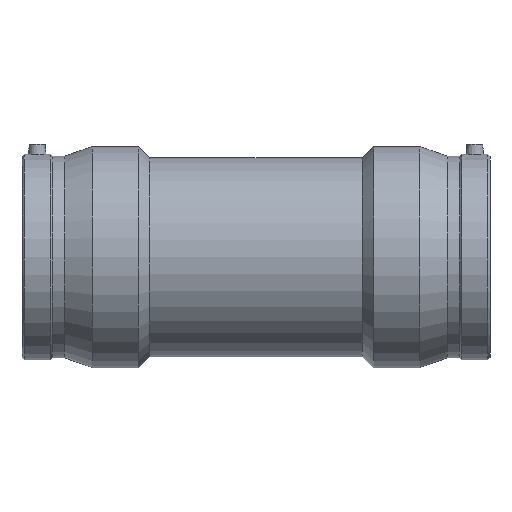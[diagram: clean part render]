
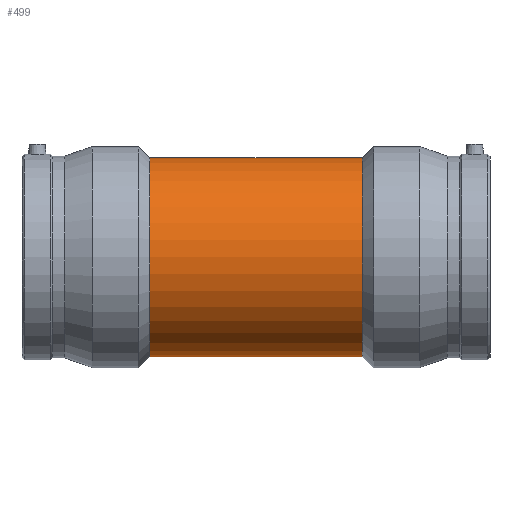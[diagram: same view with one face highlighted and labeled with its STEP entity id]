
A CAD part, top view. The second image highlights one B-rep face of the part: STEP entity #499.
In plain terms, the highlighted cylindrical face has radius 93.6 mm (diameter 187.2 mm), a full revolution.
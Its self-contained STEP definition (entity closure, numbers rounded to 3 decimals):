
#30=B_SPLINE_CURVE_WITH_KNOTS('',3,(#865,#866,#867,#868,#869,#870,#871,
#872,#873,#874,#875,#876,#877,#878,#879,#880,#881,#882,#883,#884,#885,#886,
#887,#888,#889,#890,#891,#892,#893,#894,#895,#896,#897,#898,#899,#900,#901,
#902,#903,#904,#905,#906,#907,#908,#909,#910,#911,#912,#913,#914,#915,#916,
#917,#918,#919,#920,#921,#922,#923,#924,#925,#926,#927,#928,#929,#930),
 .UNSPECIFIED.,.T.,.F.,(4,2,2,2,2,2,2,2,2,2,2,2,2,2,2,2,2,2,2,2,2,2,2,2,
2,2,2,2,2,2,2,2,4),(0.,0.91,1.82,2.729,
3.639,4.547,5.454,6.361,7.268,
8.175,9.083,9.99,10.897,11.807,
12.717,13.627,14.536,15.446,16.356,
17.266,18.176,19.083,19.99,20.897,
21.805,22.712,23.619,24.526,25.434,
26.343,27.253,28.163,29.073),
 .UNSPECIFIED.);
#69=FACE_BOUND('',#187,.T.);
#70=FACE_BOUND('',#188,.T.);
#117=FACE_OUTER_BOUND('',#186,.T.);
#186=EDGE_LOOP('',(#412));
#187=EDGE_LOOP('',(#413));
#188=EDGE_LOOP('',(#414));
#251=CIRCLE('',#568,93.6);
#252=CIRCLE('',#570,93.6);
#276=VERTEX_POINT('',#864);
#297=VERTEX_POINT('',#1058);
#298=VERTEX_POINT('',#1061);
#322=EDGE_CURVE('',#276,#276,#30,.T.);
#343=EDGE_CURVE('',#297,#297,#251,.T.);
#344=EDGE_CURVE('',#298,#298,#252,.T.);
#412=ORIENTED_EDGE('',*,*,#343,.T.);
#413=ORIENTED_EDGE('',*,*,#322,.T.);
#414=ORIENTED_EDGE('',*,*,#344,.F.);
#465=CYLINDRICAL_SURFACE('',#569,93.6);
#499=ADVANCED_FACE('',(#117,#69,#70),#465,.T.);
#568=AXIS2_PLACEMENT_3D('',#1059,#704,#705);
#569=AXIS2_PLACEMENT_3D('',#1060,#706,#707);
#570=AXIS2_PLACEMENT_3D('',#1062,#708,#709);
#704=DIRECTION('center_axis',(1.,0.,0.));
#705=DIRECTION('ref_axis',(0.,0.,-1.));
#706=DIRECTION('center_axis',(1.,0.,0.));
#707=DIRECTION('ref_axis',(0.,1.,0.));
#708=DIRECTION('center_axis',(1.,0.,0.));
#709=DIRECTION('ref_axis',(0.,0.,-1.));
#864=CARTESIAN_POINT('',(0.,-47.25,-80.798));
#865=CARTESIAN_POINT('Ctrl Pts',(0.,-47.25,-80.798));
#866=CARTESIAN_POINT('Ctrl Pts',(3.033,-47.25,-80.798));
#867=CARTESIAN_POINT('Ctrl Pts',(6.146,-46.953,-80.974));
#868=CARTESIAN_POINT('Ctrl Pts',(12.297,-45.729,-81.672));
#869=CARTESIAN_POINT('Ctrl Pts',(15.336,-44.802,-82.192));
#870=CARTESIAN_POINT('Ctrl Pts',(21.134,-42.377,-83.469));
#871=CARTESIAN_POINT('Ctrl Pts',(23.899,-40.876,-84.224));
#872=CARTESIAN_POINT('Ctrl Pts',(29.002,-37.429,-85.812));
#873=CARTESIAN_POINT('Ctrl Pts',(31.341,-35.481,-86.643));
#874=CARTESIAN_POINT('Ctrl Pts',(35.475,-31.346,-88.223));
#875=CARTESIAN_POINT('Ctrl Pts',(37.422,-29.011,-89.03));
#876=CARTESIAN_POINT('Ctrl Pts',(40.872,-23.907,-90.535));
#877=CARTESIAN_POINT('Ctrl Pts',(42.375,-21.138,-91.23));
#878=CARTESIAN_POINT('Ctrl Pts',(44.804,-15.331,-92.383));
#879=CARTESIAN_POINT('Ctrl Pts',(45.732,-12.288,-92.841));
#880=CARTESIAN_POINT('Ctrl Pts',(46.955,-6.135,-93.45));
#881=CARTESIAN_POINT('Ctrl Pts',(47.25,-3.024,-93.6));
#882=CARTESIAN_POINT('Ctrl Pts',(47.25,3.024,-93.6));
#883=CARTESIAN_POINT('Ctrl Pts',(46.955,6.135,-93.45));
#884=CARTESIAN_POINT('Ctrl Pts',(45.732,12.288,-92.841));
#885=CARTESIAN_POINT('Ctrl Pts',(44.804,15.331,-92.383));
#886=CARTESIAN_POINT('Ctrl Pts',(42.375,21.138,-91.23));
#887=CARTESIAN_POINT('Ctrl Pts',(40.872,23.907,-90.535));
#888=CARTESIAN_POINT('Ctrl Pts',(37.422,29.011,-89.03));
#889=CARTESIAN_POINT('Ctrl Pts',(35.475,31.346,-88.223));
#890=CARTESIAN_POINT('Ctrl Pts',(31.341,35.481,-86.643));
#891=CARTESIAN_POINT('Ctrl Pts',(29.002,37.429,-85.812));
#892=CARTESIAN_POINT('Ctrl Pts',(23.899,40.876,-84.224));
#893=CARTESIAN_POINT('Ctrl Pts',(21.134,42.377,-83.469));
#894=CARTESIAN_POINT('Ctrl Pts',(15.336,44.802,-82.192));
#895=CARTESIAN_POINT('Ctrl Pts',(12.297,45.729,-81.672));
#896=CARTESIAN_POINT('Ctrl Pts',(6.146,46.953,-80.974));
#897=CARTESIAN_POINT('Ctrl Pts',(3.033,47.25,-80.798));
#898=CARTESIAN_POINT('Ctrl Pts',(-3.033,47.25,-80.798));
#899=CARTESIAN_POINT('Ctrl Pts',(-6.146,46.953,-80.974));
#900=CARTESIAN_POINT('Ctrl Pts',(-12.297,45.729,-81.672));
#901=CARTESIAN_POINT('Ctrl Pts',(-15.336,44.802,-82.192));
#902=CARTESIAN_POINT('Ctrl Pts',(-21.134,42.377,-83.469));
#903=CARTESIAN_POINT('Ctrl Pts',(-23.899,40.876,-84.224));
#904=CARTESIAN_POINT('Ctrl Pts',(-29.002,37.429,-85.812));
#905=CARTESIAN_POINT('Ctrl Pts',(-31.341,35.481,-86.643));
#906=CARTESIAN_POINT('Ctrl Pts',(-35.475,31.346,-88.223));
#907=CARTESIAN_POINT('Ctrl Pts',(-37.422,29.011,-89.03));
#908=CARTESIAN_POINT('Ctrl Pts',(-40.872,23.907,-90.535));
#909=CARTESIAN_POINT('Ctrl Pts',(-42.375,21.138,-91.23));
#910=CARTESIAN_POINT('Ctrl Pts',(-44.804,15.331,-92.383));
#911=CARTESIAN_POINT('Ctrl Pts',(-45.732,12.288,-92.841));
#912=CARTESIAN_POINT('Ctrl Pts',(-46.955,6.135,-93.45));
#913=CARTESIAN_POINT('Ctrl Pts',(-47.25,3.024,-93.6));
#914=CARTESIAN_POINT('Ctrl Pts',(-47.25,-3.024,-93.6));
#915=CARTESIAN_POINT('Ctrl Pts',(-46.955,-6.135,-93.45));
#916=CARTESIAN_POINT('Ctrl Pts',(-45.732,-12.288,-92.841));
#917=CARTESIAN_POINT('Ctrl Pts',(-44.804,-15.331,-92.383));
#918=CARTESIAN_POINT('Ctrl Pts',(-42.375,-21.138,-91.23));
#919=CARTESIAN_POINT('Ctrl Pts',(-40.872,-23.907,-90.535));
#920=CARTESIAN_POINT('Ctrl Pts',(-37.422,-29.011,-89.03));
#921=CARTESIAN_POINT('Ctrl Pts',(-35.475,-31.346,-88.223));
#922=CARTESIAN_POINT('Ctrl Pts',(-31.341,-35.481,-86.643));
#923=CARTESIAN_POINT('Ctrl Pts',(-29.002,-37.429,-85.812));
#924=CARTESIAN_POINT('Ctrl Pts',(-23.899,-40.876,-84.224));
#925=CARTESIAN_POINT('Ctrl Pts',(-21.134,-42.377,-83.469));
#926=CARTESIAN_POINT('Ctrl Pts',(-15.336,-44.802,-82.192));
#927=CARTESIAN_POINT('Ctrl Pts',(-12.297,-45.729,-81.672));
#928=CARTESIAN_POINT('Ctrl Pts',(-6.146,-46.953,-80.974));
#929=CARTESIAN_POINT('Ctrl Pts',(-3.033,-47.25,-80.798));
#930=CARTESIAN_POINT('Ctrl Pts',(0.,-47.25,-80.798));
#1058=CARTESIAN_POINT('',(-100.1,93.6,0.));
#1059=CARTESIAN_POINT('Origin',(-100.1,0.,0.));
#1060=CARTESIAN_POINT('Origin',(0.,0.,0.));
#1061=CARTESIAN_POINT('',(100.1,93.6,0.));
#1062=CARTESIAN_POINT('Origin',(100.1,0.,0.));
